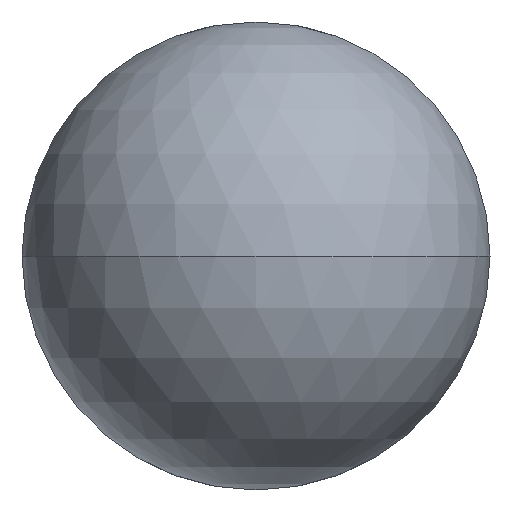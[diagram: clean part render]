
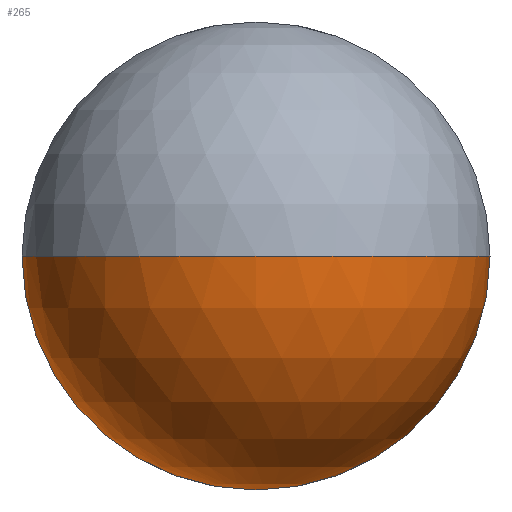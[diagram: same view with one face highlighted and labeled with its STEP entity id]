
A CAD part, front view. The second image highlights one B-rep face of the part: STEP entity #265.
In plain terms, the highlighted spherical face has radius 3.175 mm.
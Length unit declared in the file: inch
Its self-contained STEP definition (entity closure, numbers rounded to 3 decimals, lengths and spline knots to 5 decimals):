
#9 = CARTESIAN_POINT ( 'NONE',  ( -0.125, 0.125, 0. ) ) ;
#20 = CARTESIAN_POINT ( 'NONE',  ( 0., 0.125, 0. ) ) ;
#22 = VERTEX_POINT ( 'NONE', #491 ) ;
#47 = DIRECTION ( 'NONE',  ( -1., 0., 0. ) ) ;
#65 = ORIENTED_EDGE ( 'NONE', *, *, #351, .T. ) ;
#83 = CARTESIAN_POINT ( 'NONE',  ( 0., 0.125, 0. ) ) ;
#86 = DIRECTION ( 'NONE',  ( 0., 0., 1. ) ) ;
#87 = VERTEX_POINT ( 'NONE', #9 ) ;
#88 = CARTESIAN_POINT ( 'NONE',  ( 0., 0.125, 0. ) ) ;
#98 = DIRECTION ( 'NONE',  ( 0., 0., -1. ) ) ;
#109 = AXIS2_PLACEMENT_3D ( 'NONE', #300, #230, #98 ) ;
#124 = ORIENTED_EDGE ( 'NONE', *, *, #418, .T. ) ;
#127 = DIRECTION ( 'NONE',  ( 0., -1., 0. ) ) ;
#135 = ORIENTED_EDGE ( 'NONE', *, *, #316, .T. ) ;
#144 = AXIS2_PLACEMENT_3D ( 'NONE', #83, #127, #370 ) ;
#180 = DIRECTION ( 'NONE',  ( -1., 0., 0. ) ) ;
#194 = DIRECTION ( 'NONE',  ( 0., 0., -1. ) ) ;
#230 = DIRECTION ( 'NONE',  ( 0., -1., 0. ) ) ;
#238 = FACE_OUTER_BOUND ( 'NONE', #314, .T. ) ;
#255 = DIRECTION ( 'NONE',  ( 0., 0., -1. ) ) ;
#265 = ADVANCED_FACE ( 'NONE', ( #238 ), #493, .T. ) ;
#270 = CIRCLE ( 'NONE', #109, 0.125 ) ;
#273 = VERTEX_POINT ( 'NONE', #486 ) ;
#275 = EDGE_CURVE ( 'NONE', #87, #22, #388, .T. ) ;
#286 = AXIS2_PLACEMENT_3D ( 'NONE', #20, #194, #180 ) ;
#300 = CARTESIAN_POINT ( 'NONE',  ( 0., 0.125, 0. ) ) ;
#302 = CIRCLE ( 'NONE', #144, 0.125 ) ;
#314 = EDGE_LOOP ( 'NONE', ( #135, #65, #124, #401 ) ) ;
#316 = EDGE_CURVE ( 'NONE', #87, #273, #302, .T. ) ;
#318 = AXIS2_PLACEMENT_3D ( 'NONE', #521, #255, #47 ) ;
#343 = CARTESIAN_POINT ( 'NONE',  ( 0.125, 0.125, 0. ) ) ;
#351 = EDGE_CURVE ( 'NONE', #273, #478, #270, .T. ) ;
#370 = DIRECTION ( 'NONE',  ( 0., 0., -1. ) ) ;
#388 = CIRCLE ( 'NONE', #404, 0.125 ) ;
#401 = ORIENTED_EDGE ( 'NONE', *, *, #275, .F. ) ;
#404 = AXIS2_PLACEMENT_3D ( 'NONE', #88, #86, #492 ) ;
#418 = EDGE_CURVE ( 'NONE', #478, #22, #475, .T. ) ;
#475 = CIRCLE ( 'NONE', #286, 0.125 ) ;
#478 = VERTEX_POINT ( 'NONE', #343 ) ;
#486 = CARTESIAN_POINT ( 'NONE',  ( 0., 0.125, -0.125 ) ) ;
#491 = CARTESIAN_POINT ( 'NONE',  ( 0., 0., 0. ) ) ;
#492 = DIRECTION ( 'NONE',  ( 1., 0., 0. ) ) ;
#493 = SPHERICAL_SURFACE ( 'NONE', #318, 0.125 ) ;
#521 = CARTESIAN_POINT ( 'NONE',  ( 0., 0.125, 0. ) ) ;
